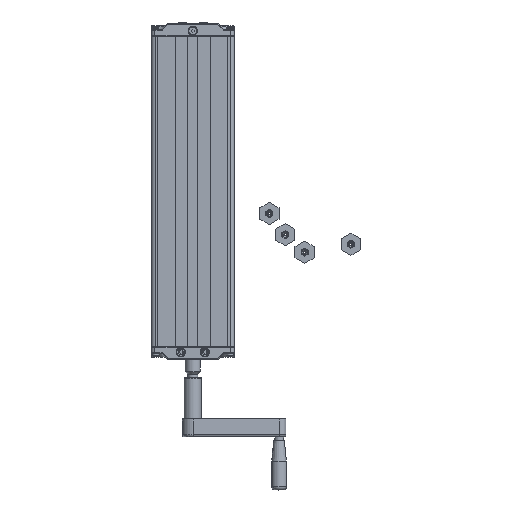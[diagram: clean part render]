
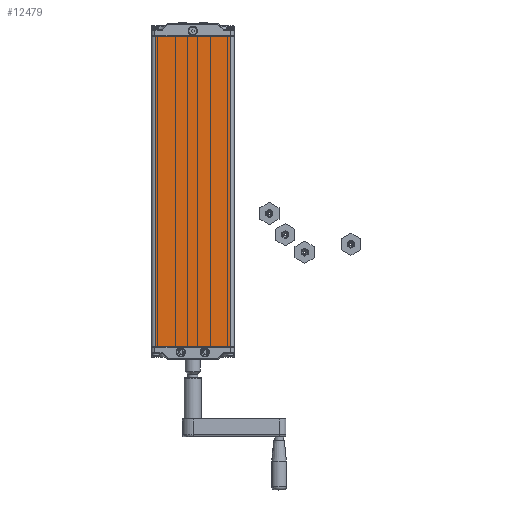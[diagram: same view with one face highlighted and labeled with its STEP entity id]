
A CAD part, top view. The second image highlights one B-rep face of the part: STEP entity #12479.
In plain terms, the highlighted planar face has unit normal (0, 0, 1).
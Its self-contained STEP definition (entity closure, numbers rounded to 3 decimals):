
#1912=FACE_OUTER_BOUND('',#2698,.T.);
#2698=EDGE_LOOP('',(#8392,#8393,#8394,#8395));
#3553=LINE('',#19793,#4422);
#3554=LINE('',#19795,#4423);
#3555=LINE('',#19797,#4424);
#3556=LINE('',#19798,#4425);
#4422=VECTOR('',#15444,449.5);
#4423=VECTOR('',#15445,108.);
#4424=VECTOR('',#15446,449.5);
#4425=VECTOR('',#15447,108.);
#5291=VERTEX_POINT('',#19791);
#5292=VERTEX_POINT('',#19792);
#5293=VERTEX_POINT('',#19794);
#5294=VERTEX_POINT('',#19796);
#6477=EDGE_CURVE('',#5291,#5292,#3553,.F.);
#6478=EDGE_CURVE('',#5292,#5293,#3554,.T.);
#6479=EDGE_CURVE('',#5293,#5294,#3555,.T.);
#6480=EDGE_CURVE('',#5294,#5291,#3556,.F.);
#8392=ORIENTED_EDGE('',*,*,#6477,.T.);
#8393=ORIENTED_EDGE('',*,*,#6478,.T.);
#8394=ORIENTED_EDGE('',*,*,#6479,.T.);
#8395=ORIENTED_EDGE('',*,*,#6480,.T.);
#12222=PLANE('',#13698);
#12479=ADVANCED_FACE('',(#1912),#12222,.T.);
#13698=AXIS2_PLACEMENT_3D('',#19790,#15442,#15443);
#15442=DIRECTION('center_axis',(0.,0.,1.));
#15443=DIRECTION('ref_axis',(1.,0.,0.));
#15444=DIRECTION('',(0.,-1.,0.));
#15445=DIRECTION('',(-1.,0.,0.));
#15446=DIRECTION('',(0.,-1.,0.));
#15447=DIRECTION('',(-1.,0.,0.));
#19790=CARTESIAN_POINT('Origin',(60.,450.5,30.));
#19791=CARTESIAN_POINT('',(54.,0.5,30.));
#19792=CARTESIAN_POINT('',(54.,450.,30.));
#19793=CARTESIAN_POINT('',(54.,450.,30.));
#19794=CARTESIAN_POINT('',(-54.,450.,30.));
#19795=CARTESIAN_POINT('',(54.,450.,30.));
#19796=CARTESIAN_POINT('',(-54.,0.5,30.));
#19797=CARTESIAN_POINT('',(-54.,450.,30.));
#19798=CARTESIAN_POINT('',(54.,0.5,30.));
